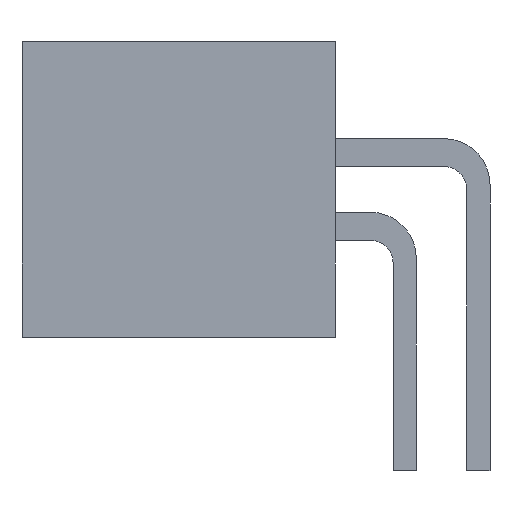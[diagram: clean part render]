
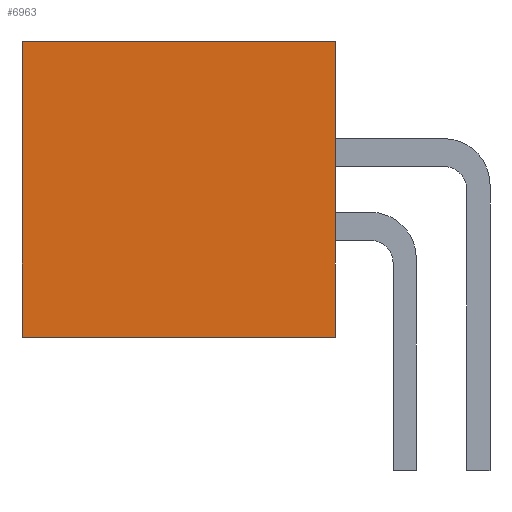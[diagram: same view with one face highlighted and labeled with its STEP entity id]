
A CAD part, left-side view. The second image highlights one B-rep face of the part: STEP entity #6963.
In plain terms, the highlighted planar face has unit normal (-1, 0, 0).
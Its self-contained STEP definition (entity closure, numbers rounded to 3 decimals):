
#406=DIRECTION('',(0.,0.,1.));
#407=VECTOR('',#406,5.1);
#408=CARTESIAN_POINT('',(-7.595,5.4,-2.55));
#409=LINE('4131',#408,#407);
#450=DIRECTION('',(0.,1.,0.));
#451=VECTOR('',#450,5.4);
#452=CARTESIAN_POINT('',(-7.595,0.,2.55));
#453=LINE('4135',#452,#451);
#534=DIRECTION('',(0.,0.,1.));
#535=VECTOR('',#534,5.1);
#536=CARTESIAN_POINT('',(-7.595,0.,-2.55));
#537=LINE('4129',#536,#535);
#2526=DIRECTION('',(0.,1.,0.));
#2527=VECTOR('',#2526,5.4);
#2528=CARTESIAN_POINT('',(-7.595,0.,-2.55));
#2529=LINE('4134',#2528,#2527);
#2994=CARTESIAN_POINT('',(-7.595,0.,-2.55));
#2995=CARTESIAN_POINT('',(-7.595,0.,2.55));
#2996=VERTEX_POINT('',#2994);
#2997=VERTEX_POINT('',#2995);
#3002=CARTESIAN_POINT('',(-7.595,5.4,-2.55));
#3003=CARTESIAN_POINT('',(-7.595,5.4,2.55));
#3004=VERTEX_POINT('',#3002);
#3005=VERTEX_POINT('',#3003);
#6952=CARTESIAN_POINT('',(-7.595,0.,-2.55));
#6953=DIRECTION('',(-1.,0.,0.));
#6954=DIRECTION('',(0.,0.,1.));
#6955=AXIS2_PLACEMENT_3D('',#6952,#6953,#6954);
#6956=PLANE('3666',#6955);
#6957=ORIENTED_EDGE('4129',*,*,#3774,.F.);
#6958=ORIENTED_EDGE('4134',*,*,#3827,.T.);
#6959=ORIENTED_EDGE('4131',*,*,#3648,.T.);
#6960=ORIENTED_EDGE('4135',*,*,#3700,.F.);
#6961=EDGE_LOOP('3666',(#6957,#6958,#6959,#6960));
#6962=FACE_OUTER_BOUND('3666',#6961,.F.);
#6963=ADVANCED_FACE('3666',(#6962),#6956,.T.);
#3648=EDGE_CURVE('4131',#3004,#3005,#409,.T.);
#3700=EDGE_CURVE('4135',#2997,#3005,#453,.T.);
#3774=EDGE_CURVE('4129',#2996,#2997,#537,.T.);
#3827=EDGE_CURVE('4134',#2996,#3004,#2529,.T.);
